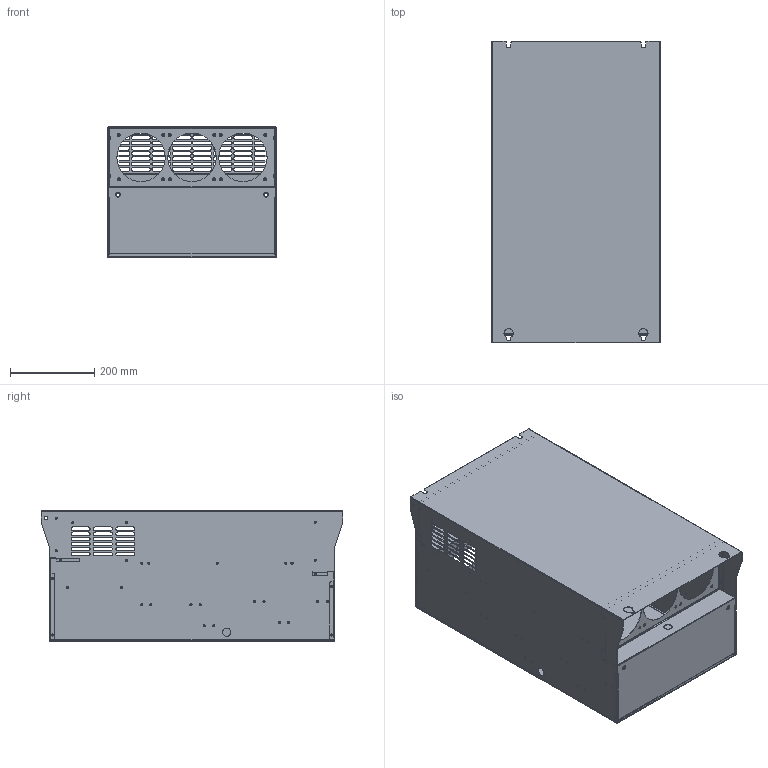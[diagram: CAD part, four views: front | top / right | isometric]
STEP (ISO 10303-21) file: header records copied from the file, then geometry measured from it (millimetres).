
FILE_DESCRIPTION((''),'2;1');
FILE_NAME('S36ZP01_ASM','2018-03-08T',('Administrator'),(''),'PRO/ENGINEER BY PARAMETRIC TECHNOLOGY CORPORATION, 2011310','PRO/ENGINEER BY PARAMETRIC TECHNOLOGY CORPORATION, 2011310','');
FILE_SCHEMA(('CONFIG_CONTROL_DESIGN'));
Length unit declared in the file: millimetre
Products named in the file (13): S36JX02; S36JX04; S36JX06; S36JX01_ASM; S36JX03; S36JX09; S36JX11; S36JX15_ASM; S36JX12; S36JX16_ASM; S36JX21; S36ZP02_ASM; S36ZP01_ASM
Assembly tree (12 placements, depth 4):
  S36ZP01_ASM
    S36ZP02_ASM
      S36JX01_ASM
        S36JX02
        S36JX04
        S36JX06
      S36JX03
      S36JX09
      S36JX15_ASM
        S36JX11
      S36JX16_ASM
        S36JX12
      S36JX21
Bounding box: 400 x 715 x 310 mm (x, y, z)
Volume: 1821513.4 mm3; surface area: 2484721.3 mm2
Topology: 44 solids, 44 shells, 1436 faces, 3700 edges, 2280 vertices
Faces by surface type: cylinder 722, plane 574, cone 112, bspline 28
Entity records: 45849 total; most frequent: CARTESIAN_POINT 8604, DIRECTION 8076, ORIENTED_EDGE 7400, EDGE_CURVE 3700, AXIS2_PLACEMENT_3D 2988, VERTEX_POINT 2280, VECTOR 2100, LINE 2100
